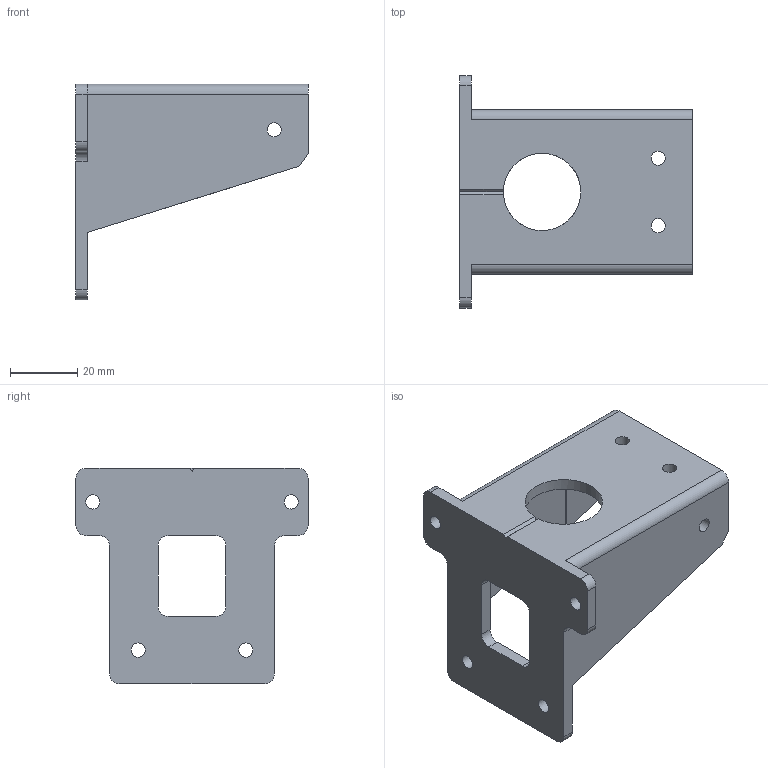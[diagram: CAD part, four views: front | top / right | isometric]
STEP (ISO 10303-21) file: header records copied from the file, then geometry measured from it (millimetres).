
FILE_DESCRIPTION(('FreeCAD Model'),'2;1');
FILE_NAME('Open CASCADE Shape Model','2022-01-31T11:48:34',('Author'),( ''),'Open CASCADE STEP processor 7.5','FreeCAD','Unknown');
FILE_SCHEMA(('AUTOMOTIVE_DESIGN { 1 0 10303 214 1 1 1 1 }'));
Length unit declared in the file: millimetre
Products named in the file (1): Chamfer001
Bounding box: 69.2 x 69 x 64 mm (x, y, z)
Volume: 34995.3 mm3; surface area: 21501.9 mm2
Topology: 1 solids, 1 shells, 53 faces, 160 edges, 108 vertices
Faces by surface type: plane 30, cylinder 23
Full cylindrical faces by diameter (mm): 4.2 x8, 23 x1
Entity records: 3989 total; most frequent: CARTESIAN_POINT 806, DIRECTION 581, LINE 346, VECTOR 346, ORIENTED_EDGE 320, PCURVE 320, DEFINITIONAL_REPRESENTATION 320, EDGE_CURVE 160
